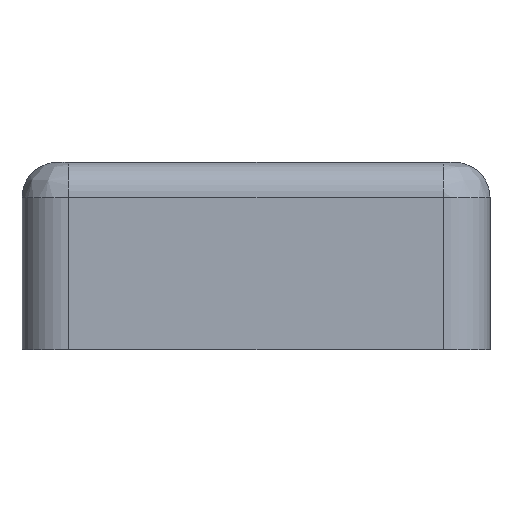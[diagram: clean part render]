
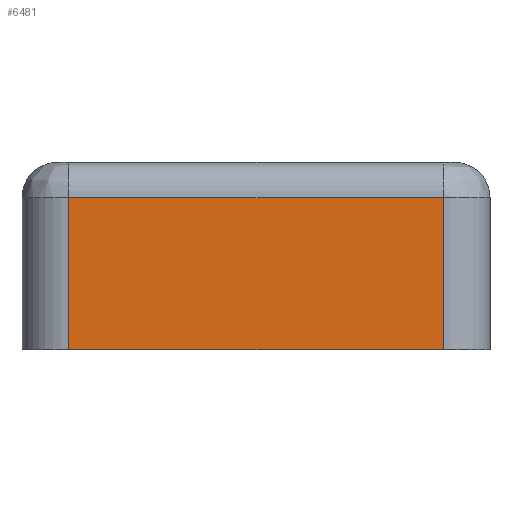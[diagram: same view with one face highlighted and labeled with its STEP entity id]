
A CAD part, left-side view. The second image highlights one B-rep face of the part: STEP entity #6481.
In plain terms, the highlighted planar face has unit normal (-1, 0, 0).
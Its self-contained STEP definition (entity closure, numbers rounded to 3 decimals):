
#268 = DIRECTION ( 'NONE',  ( 0., 1., 0. ) ) ;
#271 = CARTESIAN_POINT ( 'NONE',  ( -40., -20., 0. ) ) ;
#382 = VERTEX_POINT ( 'NONE', #4088 ) ;
#564 = CARTESIAN_POINT ( 'NONE',  ( -40., 16., 13. ) ) ;
#836 = VECTOR ( 'NONE', #4295, 1000. ) ;
#1718 = ORIENTED_EDGE ( 'NONE', *, *, #9821, .F. ) ;
#1980 = DIRECTION ( 'NONE',  ( 0., 0., -1. ) ) ;
#1996 = DIRECTION ( 'NONE',  ( 1., 0., 0. ) ) ;
#2112 = ORIENTED_EDGE ( 'NONE', *, *, #2213, .F. ) ;
#2213 = EDGE_CURVE ( 'NONE', #9511, #7901, #9182, .T. ) ;
#2379 = ORIENTED_EDGE ( 'NONE', *, *, #9185, .F. ) ;
#2604 = CARTESIAN_POINT ( 'NONE',  ( -40., -16., 13. ) ) ;
#2801 = EDGE_CURVE ( 'NONE', #382, #3052, #3034, .T. ) ;
#3034 = LINE ( 'NONE', #271, #9519 ) ;
#3052 = VERTEX_POINT ( 'NONE', #6464 ) ;
#3141 = CARTESIAN_POINT ( 'NONE',  ( -40., 16., 16. ) ) ;
#3178 = EDGE_LOOP ( 'NONE', ( #2112, #2379, #7308, #1718 ) ) ;
#3981 = CARTESIAN_POINT ( 'NONE',  ( -40., -20., 13. ) ) ;
#4088 = CARTESIAN_POINT ( 'NONE',  ( -40., -16., 0. ) ) ;
#4130 = CARTESIAN_POINT ( 'NONE',  ( -40., -16., 16. ) ) ;
#4258 = DIRECTION ( 'NONE',  ( 0., -1., 0. ) ) ;
#4295 = DIRECTION ( 'NONE',  ( 0., 0., -1. ) ) ;
#4982 = LINE ( 'NONE', #3141, #7027 ) ;
#6464 = CARTESIAN_POINT ( 'NONE',  ( -40., 16., 0. ) ) ;
#6481 = ADVANCED_FACE ( 'NONE', ( #10155 ), #7911, .F. ) ;
#6548 = AXIS2_PLACEMENT_3D ( 'NONE', #7774, #1996, #1980 ) ;
#7027 = VECTOR ( 'NONE', #10162, 1000. ) ;
#7124 = VECTOR ( 'NONE', #4258, 1000. ) ;
#7308 = ORIENTED_EDGE ( 'NONE', *, *, #2801, .F. ) ;
#7774 = CARTESIAN_POINT ( 'NONE',  ( -40., -20., 16. ) ) ;
#7901 = VERTEX_POINT ( 'NONE', #2604 ) ;
#7911 = PLANE ( 'NONE',  #6548 ) ;
#9182 = LINE ( 'NONE', #3981, #7124 ) ;
#9185 = EDGE_CURVE ( 'NONE', #3052, #9511, #4982, .T. ) ;
#9511 = VERTEX_POINT ( 'NONE', #564 ) ;
#9519 = VECTOR ( 'NONE', #268, 1000. ) ;
#9821 = EDGE_CURVE ( 'NONE', #7901, #382, #9921, .T. ) ;
#9921 = LINE ( 'NONE', #4130, #836 ) ;
#10155 = FACE_OUTER_BOUND ( 'NONE', #3178, .T. ) ;
#10162 = DIRECTION ( 'NONE',  ( 0., 0., 1. ) ) ;
